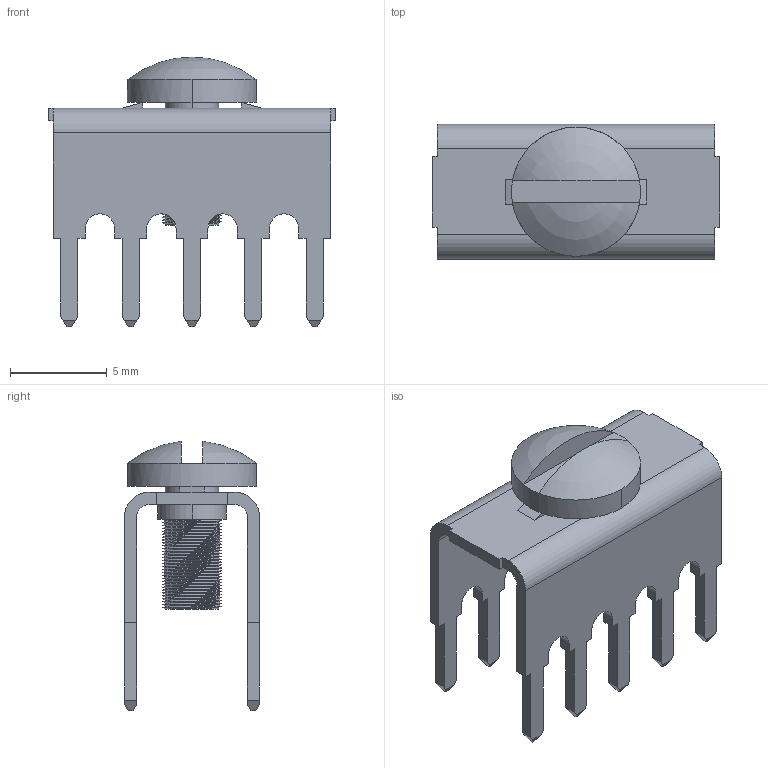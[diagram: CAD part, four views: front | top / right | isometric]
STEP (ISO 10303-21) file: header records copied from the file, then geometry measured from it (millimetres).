
FILE_DESCRIPTION((''),'2;1');
FILE_NAME('C-1-5055323-0','2009-07-24T',('workeradm'),(''),'PRO/ENGINEER BY PARAMETRIC TECHNOLOGY CORPORATION, 2008380','PRO/ENGINEER BY PARAMETRIC TECHNOLOGY CORPORATION, 2008380','');
FILE_SCHEMA(('AUTOMOTIVE_DESIGN { 1 0 10303 214 1 1 1 1 }'));
Length unit declared in the file: inch
Products named in the file (1): C-1-5055323-0
Bounding box: 14.86 x 6.99 x 13.94 mm (x, y, z)
Volume: 280.1 mm3; surface area: 904 mm2
Topology: 2 solids, 2 shells, 245 faces, 689 edges, 454 vertices
Faces by surface type: plane 146, cylinder 81, bspline 16, sphere 2
Entity records: 12737 total; most frequent: CARTESIAN_POINT 6653, ORIENTED_EDGE 1378, DIRECTION 1049, EDGE_CURVE 689, VECTOR 499, LINE 499, VERTEX_POINT 454, AXIS2_PLACEMENT_3D 275
